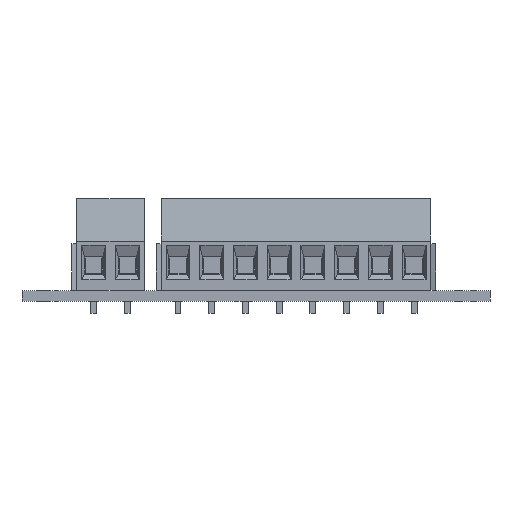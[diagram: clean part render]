
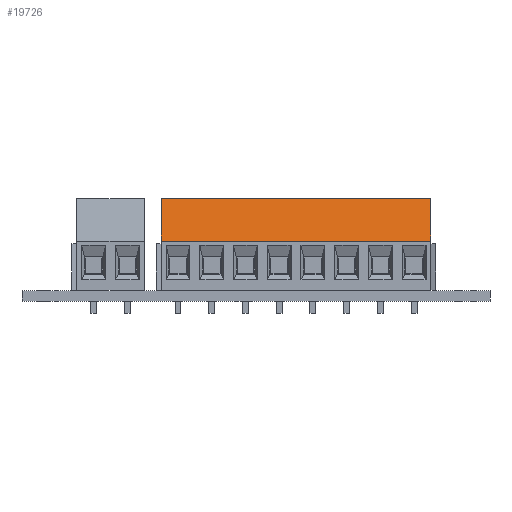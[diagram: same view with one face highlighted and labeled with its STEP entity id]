
A CAD part, left-side view. The second image highlights one B-rep face of the part: STEP entity #19726.
In plain terms, the highlighted face is planar.
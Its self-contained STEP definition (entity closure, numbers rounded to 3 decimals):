
#19419 = EDGE_CURVE('',#19420,#19422,#19424,.T.);
#19420 = VERTEX_POINT('',#19421);
#19421 = CARTESIAN_POINT('',(-2.54,-2.6,13.8));
#19422 = VERTEX_POINT('',#19423);
#19423 = CARTESIAN_POINT('',(-2.54,-4.1,7.4));
#19424 = SURFACE_CURVE('',#19425,(#19429,#19441),.PCURVE_S1.);
#19425 = LINE('',#19426,#19427);
#19426 = CARTESIAN_POINT('',(-2.54,-2.6,13.8));
#19427 = VECTOR('',#19428,1.);
#19428 = DIRECTION('',(0.,-0.228,-0.974));
#19429 = PCURVE('',#19430,#19435);
#19430 = PLANE('',#19431);
#19431 = AXIS2_PLACEMENT_3D('',#19432,#19433,#19434);
#19432 = CARTESIAN_POINT('',(-2.54,0.3,6.9));
#19433 = DIRECTION('',(1.,0.,0.));
#19434 = DIRECTION('',(0.,0.,1.));
#19435 = DEFINITIONAL_REPRESENTATION('',(#19436),#19440);
#19436 = LINE('',#19437,#19438);
#19437 = CARTESIAN_POINT('',(6.9,2.9));
#19438 = VECTOR('',#19439,1.);
#19439 = DIRECTION('',(-0.974,0.228));
#19440 = ( GEOMETRIC_REPRESENTATION_CONTEXT(2) 
PARAMETRIC_REPRESENTATION_CONTEXT() REPRESENTATION_CONTEXT('2D SPACE',''
  ) );
#19441 = PCURVE('',#19442,#19447);
#19442 = PLANE('',#19443);
#19443 = AXIS2_PLACEMENT_3D('',#19444,#19445,#19446);
#19444 = CARTESIAN_POINT('',(-2.54,-2.6,13.8));
#19445 = DIRECTION('',(0.,0.974,-0.228));
#19446 = DIRECTION('',(0.,-0.228,-0.974));
#19447 = DEFINITIONAL_REPRESENTATION('',(#19448),#19452);
#19448 = LINE('',#19449,#19450);
#19449 = CARTESIAN_POINT('',(0.,0.));
#19450 = VECTOR('',#19451,1.);
#19451 = DIRECTION('',(1.,0.));
#19452 = ( GEOMETRIC_REPRESENTATION_CONTEXT(2) 
PARAMETRIC_REPRESENTATION_CONTEXT() REPRESENTATION_CONTEXT('2D SPACE',''
  ) );
#19470 = PLANE('',#19471);
#19471 = AXIS2_PLACEMENT_3D('',#19472,#19473,#19474);
#19472 = CARTESIAN_POINT('',(-2.54,-4.1,7.4));
#19473 = DIRECTION('',(0.,0.,-1.));
#19474 = DIRECTION('',(0.,-1.,0.));
#19715 = PLANE('',#19716);
#19716 = AXIS2_PLACEMENT_3D('',#19717,#19718,#19719);
#19717 = CARTESIAN_POINT('',(-2.54,5.2,13.8));
#19718 = DIRECTION('',(0.,0.,-1.));
#19719 = DIRECTION('',(0.,-1.,0.));
#19726 = ADVANCED_FACE('',(#19727),#19442,.F.);
#19727 = FACE_BOUND('',#19728,.F.);
#19728 = EDGE_LOOP('',(#19729,#19752,#19780,#19801));
#19729 = ORIENTED_EDGE('',*,*,#19730,.T.);
#19730 = EDGE_CURVE('',#19420,#19731,#19733,.T.);
#19731 = VERTEX_POINT('',#19732);
#19732 = CARTESIAN_POINT('',(38.1,-2.6,13.8));
#19733 = SURFACE_CURVE('',#19734,(#19738,#19745),.PCURVE_S1.);
#19734 = LINE('',#19735,#19736);
#19735 = CARTESIAN_POINT('',(-2.54,-2.6,13.8));
#19736 = VECTOR('',#19737,1.);
#19737 = DIRECTION('',(1.,0.,0.));
#19738 = PCURVE('',#19442,#19739);
#19739 = DEFINITIONAL_REPRESENTATION('',(#19740),#19744);
#19740 = LINE('',#19741,#19742);
#19741 = CARTESIAN_POINT('',(0.,0.));
#19742 = VECTOR('',#19743,1.);
#19743 = DIRECTION('',(0.,-1.));
#19744 = ( GEOMETRIC_REPRESENTATION_CONTEXT(2) 
PARAMETRIC_REPRESENTATION_CONTEXT() REPRESENTATION_CONTEXT('2D SPACE',''
  ) );
#19745 = PCURVE('',#19715,#19746);
#19746 = DEFINITIONAL_REPRESENTATION('',(#19747),#19751);
#19747 = LINE('',#19748,#19749);
#19748 = CARTESIAN_POINT('',(7.8,0.));
#19749 = VECTOR('',#19750,1.);
#19750 = DIRECTION('',(0.,-1.));
#19751 = ( GEOMETRIC_REPRESENTATION_CONTEXT(2) 
PARAMETRIC_REPRESENTATION_CONTEXT() REPRESENTATION_CONTEXT('2D SPACE',''
  ) );
#19752 = ORIENTED_EDGE('',*,*,#19753,.T.);
#19753 = EDGE_CURVE('',#19731,#19754,#19756,.T.);
#19754 = VERTEX_POINT('',#19755);
#19755 = CARTESIAN_POINT('',(38.1,-4.1,7.4));
#19756 = SURFACE_CURVE('',#19757,(#19761,#19768),.PCURVE_S1.);
#19757 = LINE('',#19758,#19759);
#19758 = CARTESIAN_POINT('',(38.1,-2.6,13.8));
#19759 = VECTOR('',#19760,1.);
#19760 = DIRECTION('',(0.,-0.228,-0.974));
#19761 = PCURVE('',#19442,#19762);
#19762 = DEFINITIONAL_REPRESENTATION('',(#19763),#19767);
#19763 = LINE('',#19764,#19765);
#19764 = CARTESIAN_POINT('',(0.,-40.64));
#19765 = VECTOR('',#19766,1.);
#19766 = DIRECTION('',(1.,0.));
#19767 = ( GEOMETRIC_REPRESENTATION_CONTEXT(2) 
PARAMETRIC_REPRESENTATION_CONTEXT() REPRESENTATION_CONTEXT('2D SPACE',''
  ) );
#19768 = PCURVE('',#19769,#19774);
#19769 = PLANE('',#19770);
#19770 = AXIS2_PLACEMENT_3D('',#19771,#19772,#19773);
#19771 = CARTESIAN_POINT('',(38.1,0.3,6.9));
#19772 = DIRECTION('',(1.,0.,0.));
#19773 = DIRECTION('',(0.,0.,1.));
#19774 = DEFINITIONAL_REPRESENTATION('',(#19775),#19779);
#19775 = LINE('',#19776,#19777);
#19776 = CARTESIAN_POINT('',(6.9,2.9));
#19777 = VECTOR('',#19778,1.);
#19778 = DIRECTION('',(-0.974,0.228));
#19779 = ( GEOMETRIC_REPRESENTATION_CONTEXT(2) 
PARAMETRIC_REPRESENTATION_CONTEXT() REPRESENTATION_CONTEXT('2D SPACE',''
  ) );
#19780 = ORIENTED_EDGE('',*,*,#19781,.F.);
#19781 = EDGE_CURVE('',#19422,#19754,#19782,.T.);
#19782 = SURFACE_CURVE('',#19783,(#19787,#19794),.PCURVE_S1.);
#19783 = LINE('',#19784,#19785);
#19784 = CARTESIAN_POINT('',(-2.54,-4.1,7.4));
#19785 = VECTOR('',#19786,1.);
#19786 = DIRECTION('',(1.,0.,0.));
#19787 = PCURVE('',#19442,#19788);
#19788 = DEFINITIONAL_REPRESENTATION('',(#19789),#19793);
#19789 = LINE('',#19790,#19791);
#19790 = CARTESIAN_POINT('',(6.573,0.));
#19791 = VECTOR('',#19792,1.);
#19792 = DIRECTION('',(0.,-1.));
#19793 = ( GEOMETRIC_REPRESENTATION_CONTEXT(2) 
PARAMETRIC_REPRESENTATION_CONTEXT() REPRESENTATION_CONTEXT('2D SPACE',''
  ) );
#19794 = PCURVE('',#19470,#19795);
#19795 = DEFINITIONAL_REPRESENTATION('',(#19796),#19800);
#19796 = LINE('',#19797,#19798);
#19797 = CARTESIAN_POINT('',(0.,-0.));
#19798 = VECTOR('',#19799,1.);
#19799 = DIRECTION('',(0.,-1.));
#19800 = ( GEOMETRIC_REPRESENTATION_CONTEXT(2) 
PARAMETRIC_REPRESENTATION_CONTEXT() REPRESENTATION_CONTEXT('2D SPACE',''
  ) );
#19801 = ORIENTED_EDGE('',*,*,#19419,.F.);
